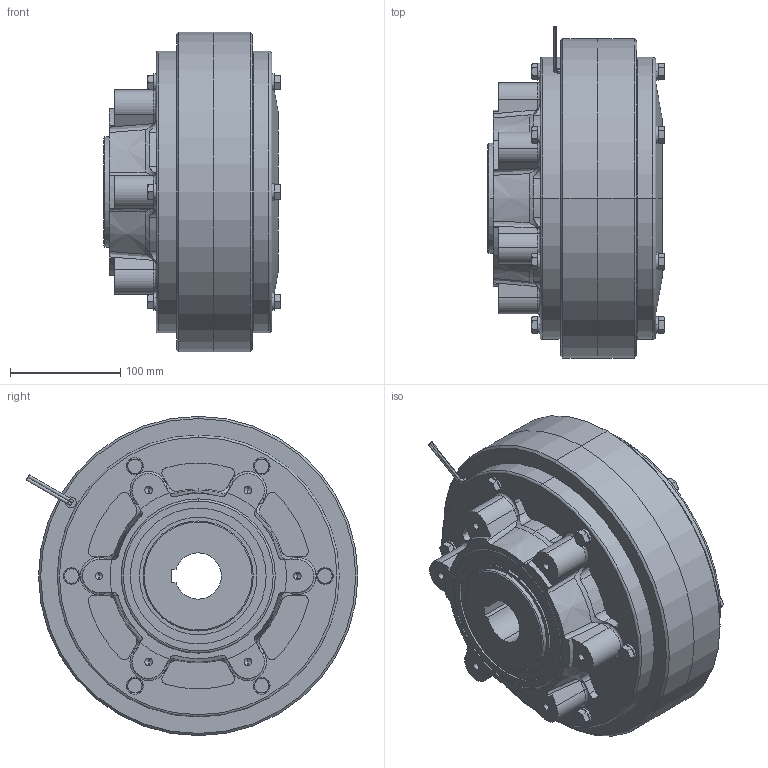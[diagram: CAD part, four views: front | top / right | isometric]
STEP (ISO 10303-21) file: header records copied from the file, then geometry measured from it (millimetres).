
FILE_DESCRIPTION (( 'STEP AP203' ), '1' );
FILE_NAME ('YPP616684.STEP', '2020-12-24T23:47:31', ( '' ), ( '' ), 'SwSTEP 2.0', 'SolidWorks 2016', '' );
FILE_SCHEMA (( 'CONFIG_CONTROL_DESIGN' ));
Length unit declared in the file: millimetre
Products named in the file (1): YPP616684
Bounding box: 160 x 301.27 x 290 mm (x, y, z)
Volume: 7012658.7 mm3; surface area: 468100.7 mm2
Topology: 38 solids, 38 shells, 656 faces, 1511 edges, 943 vertices
Faces by surface type: plane 261, cylinder 209, torus 139, cone 31, bspline 16
Entity records: 21182 total; most frequent: CARTESIAN_POINT 6667, ORIENTED_EDGE 2998, DIRECTION 2985, EDGE_CURVE 1499, AXIS2_PLACEMENT_3D 1209, VERTEX_POINT 943, EDGE_LOOP 684, FACE_OUTER_BOUND 656
